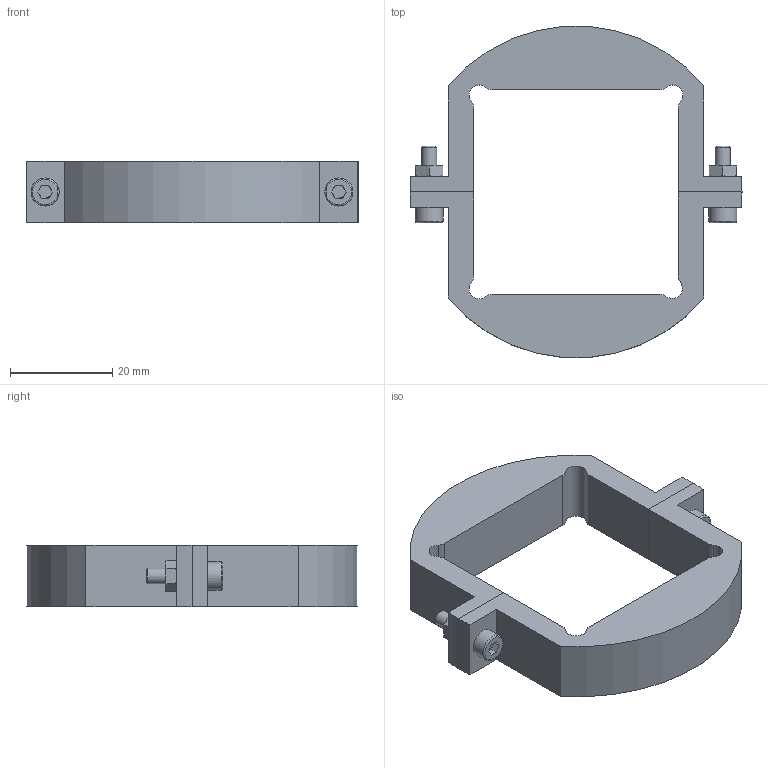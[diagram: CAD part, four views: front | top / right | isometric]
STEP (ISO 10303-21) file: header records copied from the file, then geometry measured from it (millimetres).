
FILE_DESCRIPTION(/* description */ (''),/* implementation_level */ '2;1');
FILE_NAME(/* name */ 'Laser Frame.step',/* time_stamp */ '2020-04-14T16:41:40+01:00',/* author */ (''),/* organization */ (''),/* preprocessor_version */ 'ST-DEVELOPER v18.1',/* originating_system */ 'Autodesk Translation Framework v9.2.0.1227',/* authorisation */ '');
FILE_SCHEMA (('AUTOMOTIVE_DESIGN { 1 0 10303 214 3 1 1 }'));
Length unit declared in the file: millimetre
Products named in the file (4): Laser Frame; Fastenings; DIN912_M3x12MM; nut_iso_4032-03
Assembly tree (5 placements, depth 3):
  Laser Frame
    Fastenings
      DIN912_M3x12MM  x2
      nut_iso_4032-03  x2
Bounding box: 65 x 64.79 x 12 mm (x, y, z)
Volume: 16673.4 mm3; surface area: 8789.7 mm2
Topology: 6 solids, 6 shells, 162 faces, 436 edges, 288 vertices
Faces by surface type: cylinder 80, plane 56, cone 16, bspline 8, torus 2
Full cylindrical faces by diameter (mm): 2.529 x20, 3 x10, 3.086 x12, 3.4 x2, 5.5 x2
Entity records: 6720 total; most frequent: CARTESIAN_POINT 3725, ORIENTED_EDGE 652, DIRECTION 535, EDGE_CURVE 326, VERTEX_POINT 215, AXIS2_PLACEMENT_3D 197, LINE 141, VECTOR 141
